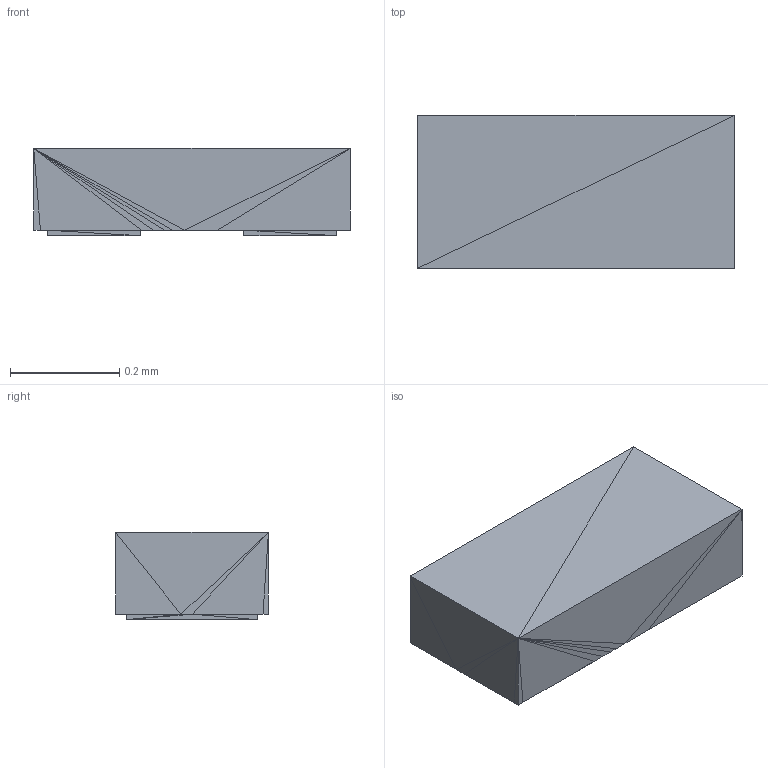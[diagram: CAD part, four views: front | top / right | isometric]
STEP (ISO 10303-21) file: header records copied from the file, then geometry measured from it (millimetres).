
FILE_DESCRIPTION(('auto-generated'),'2;1');
FILE_SCHEMA(('CONFIG_CONTROL_DESIGN'));
Bounding box: 0.58 x 0.28 x 0.16 mm (x, y, z)
Surface area: 0.6 mm2 (no closed solid volume)
Topology: 0 solids, 3 shells, 500 faces, 766 edges, 268 vertices
Faces by surface type: plane 500
Entity records: 7560 total; most frequent: ORIENTED_EDGE 1500, DIRECTION 1018, LINE 766, EDGE_CURVE 766, AXIS2_PLACEMENT_3D 501, PLANE 500, EDGE_LOOP 500, FACE_BOUND 500
